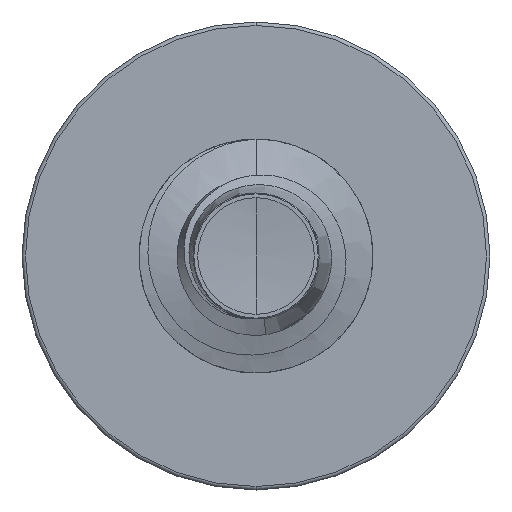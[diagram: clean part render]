
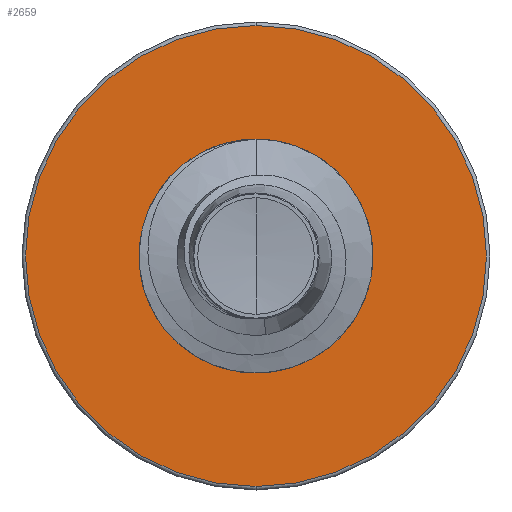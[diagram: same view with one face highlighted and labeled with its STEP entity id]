
A CAD part, front view. The second image highlights one B-rep face of the part: STEP entity #2659.
In plain terms, the highlighted planar face has unit normal (0, -1, 0).
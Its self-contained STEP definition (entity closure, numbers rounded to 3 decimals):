
#289 = AXIS2_PLACEMENT_3D ( 'NONE', #7271, #1137, #8305 ) ;
#351 = CARTESIAN_POINT ( 'NONE',  ( 0., 6.5, 0. ) ) ;
#1018 = DIRECTION ( 'NONE',  ( 0., 1., 0. ) ) ;
#1071 = EDGE_CURVE ( 'NONE', #11542, #2551, #8327, .T. ) ;
#1137 = DIRECTION ( 'NONE',  ( 0., 1., 0. ) ) ;
#1380 = DIRECTION ( 'NONE',  ( 0., 0., 1. ) ) ;
#1727 = DIRECTION ( 'NONE',  ( 0., 0., 1. ) ) ;
#1922 = EDGE_LOOP ( 'NONE', ( #13272, #2545 ) ) ;
#2004 = EDGE_CURVE ( 'NONE', #6057, #2398, #11901, .T. ) ;
#2099 = AXIS2_PLACEMENT_3D ( 'NONE', #2993, #4021, #11185 ) ;
#2398 = VERTEX_POINT ( 'NONE', #2566 ) ;
#2545 = ORIENTED_EDGE ( 'NONE', *, *, #1071, .F. ) ;
#2551 = VERTEX_POINT ( 'NONE', #9013 ) ;
#2566 = CARTESIAN_POINT ( 'NONE',  ( 0., 6.5, -2.415 ) ) ;
#2659 = ADVANCED_FACE ( 'NONE', ( #12684, #4852 ), #5013, .F. ) ;
#2993 = CARTESIAN_POINT ( 'NONE',  ( 0., 6.5, -2.415 ) ) ;
#3541 = ORIENTED_EDGE ( 'NONE', *, *, #2004, .T. ) ;
#4021 = DIRECTION ( 'NONE',  ( 0., 1., 0. ) ) ;
#4211 = CIRCLE ( 'NONE', #10081, 4.925 ) ;
#4852 = FACE_BOUND ( 'NONE', #7762, .T. ) ;
#4921 = AXIS2_PLACEMENT_3D ( 'NONE', #6843, #7872, #1727 ) ;
#5013 = PLANE ( 'NONE',  #2099 ) ;
#5683 = CARTESIAN_POINT ( 'NONE',  ( 0., 6.5, 2.415 ) ) ;
#5789 = CARTESIAN_POINT ( 'NONE',  ( 0., 6.5, -4.925 ) ) ;
#6057 = VERTEX_POINT ( 'NONE', #5683 ) ;
#6634 = EDGE_CURVE ( 'NONE', #2398, #6057, #8346, .T. ) ;
#6725 = AXIS2_PLACEMENT_3D ( 'NONE', #7150, #1018, #8181 ) ;
#6843 = CARTESIAN_POINT ( 'NONE',  ( 0., 6.5, 0. ) ) ;
#7150 = CARTESIAN_POINT ( 'NONE',  ( 0., 6.5, 0. ) ) ;
#7271 = CARTESIAN_POINT ( 'NONE',  ( 0., 6.5, 0. ) ) ;
#7519 = DIRECTION ( 'NONE',  ( 0., 1., 0. ) ) ;
#7762 = EDGE_LOOP ( 'NONE', ( #3541, #13105 ) ) ;
#7872 = DIRECTION ( 'NONE',  ( 0., 1., 0. ) ) ;
#8181 = DIRECTION ( 'NONE',  ( 0., 0., 1. ) ) ;
#8305 = DIRECTION ( 'NONE',  ( 0., 0., 1. ) ) ;
#8327 = CIRCLE ( 'NONE', #4921, 4.925 ) ;
#8339 = EDGE_CURVE ( 'NONE', #2551, #11542, #4211, .T. ) ;
#8346 = CIRCLE ( 'NONE', #6725, 2.415 ) ;
#9013 = CARTESIAN_POINT ( 'NONE',  ( 0., 6.5, 4.925 ) ) ;
#10081 = AXIS2_PLACEMENT_3D ( 'NONE', #351, #7519, #1380 ) ;
#11185 = DIRECTION ( 'NONE',  ( 0., 0., 1. ) ) ;
#11542 = VERTEX_POINT ( 'NONE', #5789 ) ;
#11901 = CIRCLE ( 'NONE', #289, 2.415 ) ;
#12684 = FACE_OUTER_BOUND ( 'NONE', #1922, .T. ) ;
#13105 = ORIENTED_EDGE ( 'NONE', *, *, #6634, .T. ) ;
#13272 = ORIENTED_EDGE ( 'NONE', *, *, #8339, .F. ) ;
